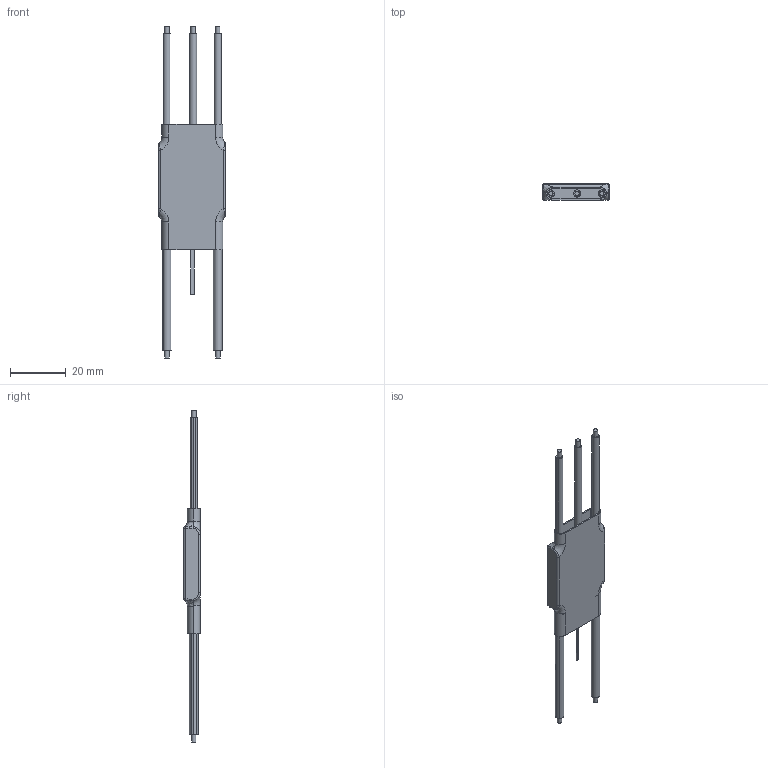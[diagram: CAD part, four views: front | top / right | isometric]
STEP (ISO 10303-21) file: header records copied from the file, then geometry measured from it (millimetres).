
FILE_DESCRIPTION(/* description */ (''),/* implementation_level */ '2;1');
FILE_NAME(/* name */ '30A ESC v1.step',/* time_stamp */ '2016-12-15T11:44:43-08:00',/* author */ (''),/* organization */ (''),/* preprocessor_version */ 'ST-DEVELOPER v16.5',/* originating_system */ 'Autodesk Translation Framework v5.2.0.2920',/* authorisation */ '');
FILE_SCHEMA (('AUTOMOTIVE_DESIGN { 1 0 10303 214 3 1 1 }'));
Length unit declared in the file: millimetre
Products named in the file (1): 30A ESC v1
Bounding box: 24 x 5.84 x 119.13 mm (x, y, z)
Volume: 5386.5 mm3; surface area: 6185.2 mm2
Topology: 1 solids, 2 shells, 118 faces, 261 edges, 158 vertices
Faces by surface type: cylinder 59, plane 31, bspline 16, torus 8, sphere 4
Full cylindrical faces by diameter (mm): 0.406 x3, 1.576 x1, 1.58 x1, 1.598 x1, 1.599 x1, 1.603 x1, 2.54 x1
Entity records: 4178 total; most frequent: CARTESIAN_POINT 1570, DIRECTION 542, ORIENTED_EDGE 504, EDGE_CURVE 252, AXIS2_PLACEMENT_3D 229, VERTEX_POINT 158, EDGE_LOOP 138, CIRCLE 124
